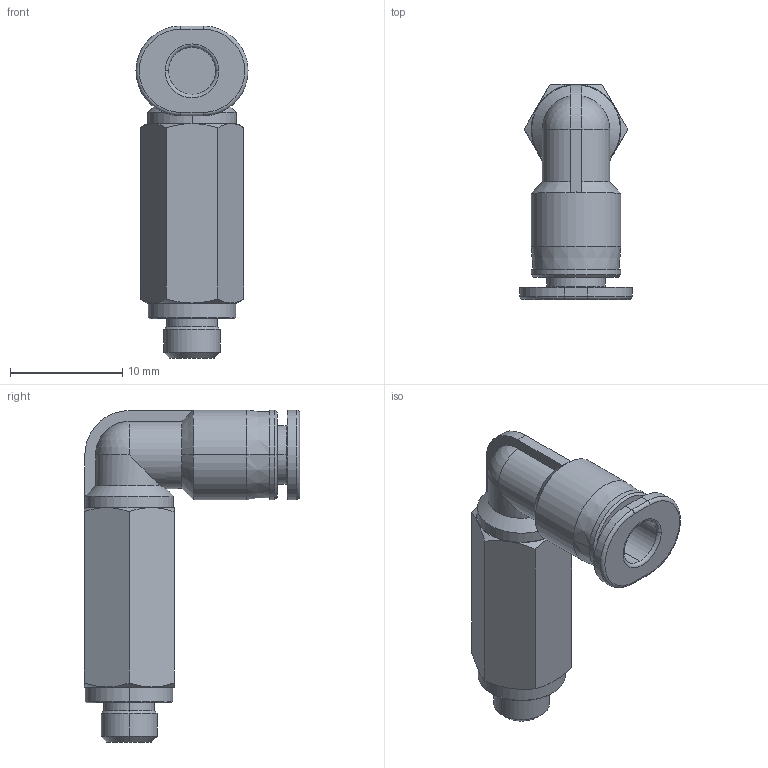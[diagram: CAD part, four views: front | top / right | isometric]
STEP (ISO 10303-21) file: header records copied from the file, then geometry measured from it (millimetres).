
FILE_DESCRIPTION((''),'2;1');
FILE_NAME('PLL04M5C-mdt.stp','2017-07-24T14:48:49',(''),(''),'Mechanical Desktop 2009','Mechanical Desktop 2009',', , ');
FILE_SCHEMA(('CONFIG_CONTROL_DESIGN'));
Length unit declared in the file: millimetre
Products named in the file (9): PLL04M5C-MDT; PLL04M5C-MDTA; COLLAR-L04C; LM5C; M3C-L; M3C-S; NL01C; NLM6C; NLM5C
Assembly tree (9 placements, depth 2):
  PLL04M5C-MDT
    PLL04M5C-MDTA
    COLLAR-L04C  x2
    LM5C
    M3C-L
    M3C-S
    NL01C
    NLM6C
    NLM5C
Bounding box: 10 x 19.2 x 29.6 mm (x, y, z)
Volume: 1652 mm3; surface area: 1396.8 mm2
Topology: 1 solids, 1 shells, 95 faces, 208 edges, 118 vertices
Faces by surface type: plane 30, cylinder 29, cone 26, bspline 4, torus 4, sphere 2
Entity records: 2933 total; most frequent: CARTESIAN_POINT 672, DIRECTION 482, ORIENTED_EDGE 414, EDGE_CURVE 207, AXIS2_PLACEMENT_3D 200, VERTEX_POINT 118, EDGE_LOOP 103, CIRCLE 97
